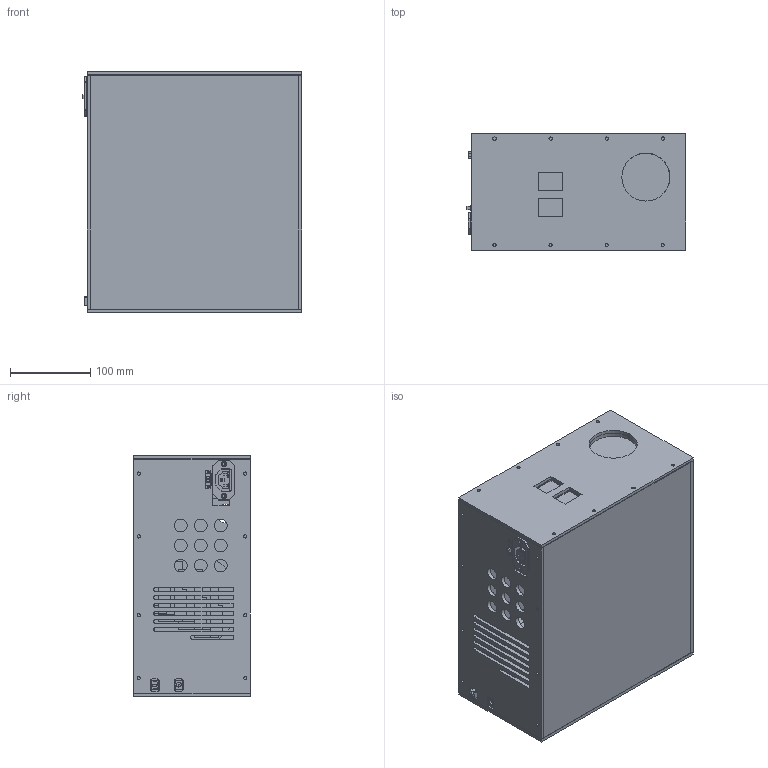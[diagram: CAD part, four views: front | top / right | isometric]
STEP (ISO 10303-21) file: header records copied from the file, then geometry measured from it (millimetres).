
FILE_DESCRIPTION(/* description */ (''),/* implementation_level */ '2;1');
FILE_NAME(/* name */ 'WillysGarageNorway - ElectronicsEnclosure.step',/* time_stamp */ '2017-11-14T15:48:12+01:00',/* author */ ('perwilly'),/* organization */ (''),/* preprocessor_version */ 'ST-DEVELOPER v16.13',/* originating_system */ 'Autodesk Translation Framework v6.5.0.72',/* authorisation */ '');
FILE_SCHEMA (('AUTOMOTIVE_DESIGN { 1 0 10303 214 3 1 1 }'));
Length unit declared in the file: millimetre
Products named in the file (16): enclosure; Arduino Uno R3; TB6560; PowerSupply; fan120mm; Apparaatstekker C13 Bus; SPDT slide switch; SPDT slide switch_1; Front; Back; Side1 (1); Side1; Bottom; Top; Spindle PSU 0-60vdc; Arduino PSU 12vdc
Assembly tree (18 placements, depth 3):
  enclosure
    Arduino Uno R3
    TB6560  x4
    PowerSupply
    fan120mm
    Apparaatstekker C13 Bus
    SPDT slide switch
      SPDT slide switch_1
    Front
    Back
    Side1 (1)
    Side1
    Bottom
    Top
    Spindle PSU 0-60vdc
    Arduino PSU 12vdc
Bounding box: 274.56 x 145.8 x 300.6 mm (x, y, z)
Volume: 5301205.3 mm3; surface area: 938889.5 mm2
Topology: 16 solids, 118 shells, 1615 faces, 4709 edges, 3270 vertices
Faces by surface type: plane 1212, cylinder 285, bspline 56, torus 52, cone 6, sphere 4
Full cylindrical faces by diameter (mm): 0.5 x12, 1 x1, 2 x1, 3 x20, 3.2 x4, 3.5 x2, 4 x44, 6 x6, 10 x1, 16 x9, 23 x1, 60 x2, 118 x1
Entity records: 52988 total; most frequent: CARTESIAN_POINT 9948, ORIENTED_EDGE 8466, DIRECTION 8122, EDGE_CURVE 4501, LINE 3708, VECTOR 3708, VERTEX_POINT 3126, AXIS2_PLACEMENT_3D 2207
